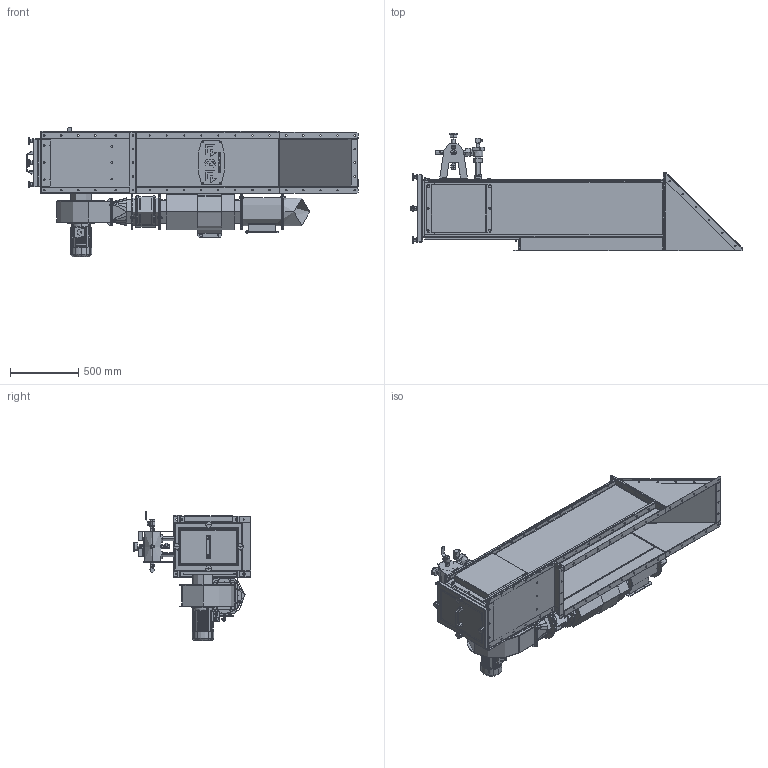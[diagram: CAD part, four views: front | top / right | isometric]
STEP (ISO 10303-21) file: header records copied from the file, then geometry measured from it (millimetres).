
FILE_DESCRIPTION (( 'STEP AP203' ), '1' );
FILE_NAME ('LJVE01.STEP', '2023-12-04T12:08:47', ( '' ), ( '' ), 'SwSTEP 2.0', 'SolidWorks 2022', '' );
FILE_SCHEMA (( 'CONFIG_CONTROL_DESIGN' ));
Length unit declared in the file: millimetre
Products named in the file (105): 1LE1001-0DB32-2FB4 - ELEKTROMOTOR 0,75 KW_Výchozí; BOLT JOINT - B+W-W+N_M10x25-X8-BW; PP-S248-02 - REDUCT_Výchozí; O-KROUŽEK - 34x4_Výchozí; BOLT - B_M6x20; AE1825R - VALVE BLOW NUT_Výchozí; PO-SJ32-02 - GRID_Výchozí; VR-N000-02 - SEAL DV300_Výchozí; RO-S067-01 - PART 1_Výchozí; PO-SH72-04 - REDUCT_Výchozí; BOLT JOINT - B+W-W+N_M10x25-X8-W; FL-S065-00 - SVAREK MŘÍŽKY_Výchozí; FS-D002-21 - CAP O THREAD_Výchozí; VR-S011-02 - BODY II_Výchozí; FL-D002-69 - BRACKET AOV_Výchozí; MATICE HVĚZDA M10 - MHVPP; NUT JOINT - N+SW+W_M6-W; RG-S186-00 - WLDM PRESSURE VESSEL 2V-120-S G5_Výchozí; FL-D004-90 - BUCKLE_Výchozí; PO-SJ31-00 - TZL TUBE DN200_Výchozí; FL-D001-15 -TUBE IN_Výchozí; PRGG-DNXXXX - FLANGE G&G_PRGG-DN200; FS-S456-00 - WLDM FRAME 4-1-S_Výchozí; PH-S078-00 - WLDM FLANGE FAN_Výchozí; PO-SH72-06 - COLLAR_Výchozí; RO-D000-36 - COVER_Výchozí; FS-D012-13 - SIDE PANEL 1250x420 S G3_Výchozí; 12100800012111 - FLEXIBLE SLEEVE DN200 H200 T1,5_Výchozí; VR-S011-06 - COLLAR II_Výchozí; FS-D012-11 - ROOF PV 4-15 G5_Výchozí; NUT JOINT - N+SW+W_M10-BW; FS-D006-82 - DOOR_Výchozí; BUCKLE 8mm D200 G3_Výchozí; PP-S247-03 - RING 250_Výchozí; FS-S456-08 - FRAME IV_Výchozí; WASHER JOINT - SW+W_M10-BW; VR-S012-01 - COVER_Výchozí; 00547004 - U-PIRELI SEAL 4-1-S_Výchozí; FL-D004-69 - TRAY V3-1; FL-M000-82 - ASSY FLANGE IN 4-12 G3_Výchozí ...
Assembly tree (160 placements, depth 6):
  LJVE01
    FL-4-1-12-V - ASSY LOCAL FILTER 23-11_Výchozí
      FS-M004-03 - ASSY FILTER BOX 4-1-12-V_Výchozí
        FS-D012-12 - SIDE PANEL 1250x420 S F G3_Výchozí
        FS-D012-13 - SIDE PANEL 1250x420 S G3_Výchozí
        FS-M007-42 - ASSY FRONT DOOR 4-1 S G5
          FS-S456-00 - WLDM FRAME 4-1-S_Výchozí
            FS-S456-08 - FRAME IV_Výchozí  x2
            FS-S456-04 - FRAME I_Výchozí  x2
            FS-S456-02 - HEM II_Výchozí  x2
            FS-S456-01 - HEM I_Výchozí  x2
            BOLT - B_M10x55  x4
          00547004 - U-PIRELI SEAL 4-1-S_Výchozí
          MATICE HVĚZDA M10 - MHVPP  x4
            K0148_210
            WASHER JOINT - SW+W_M10-BW
          FS-D006-82 - DOOR_Výchozí
          FS-N000-09 - MADLO_Výchozí
          BOLT - B_M6x20
          NUT JOINT - N+SW+W_M6-W
        FS-M005-58 - ASSY REGENERATION 2V-120-S G5_TLAKOVKA DOLE
          FS-D012-11 - ROOF PV 4-15 G5_Výchozí
          O-KROUŽEK - 34x4_Výchozí  x4
          FS-D002-21 - CAP O THREAD_Výchozí  x2
          RG-S186-00 - WLDM PRESSURE VESSEL 2V-120-S G5_Výchozí
            RG-S186-01 - PIPE_Výchozí
            RG-S100-02 - TUBE VALVE 33,7_Výchozí  x4
            RG-S135-03 - BRACKET_Výchozí  x2
            FITTING INNER THREAD G3 4'''' S235_Výchozí  x2
            FITTING INNER THREAD G1 2'''' S235_Výchozí  x3
          AE1825R - VALVE BLOW NUT_Výchozí  x2
          FL-D001-15 -TUBE IN_Výchozí  x2
          User Library-manometrM63-3 igs
          BMA-12 - KOHOUT KULOVÝ G1-2_Výchozí
          ZÁSLEPKA G1-2 - MOSAZ_Výchozí
          POJISTNÝ VENTIL G3-4 - MOSAZ_Výchozí
          KULOVÝ VENTIL G3-4_Výchozí
          KOLENO 3-4 F-M_Výchozí
          BOLT JOINT - B+W-W+N_M10x20-X4-W  x2
          BOLT JOINT - B+W-W+N_M10x25-X8-BW
          BOLT JOINT IMBUS - B+SW+W_M6x16-W
        BOLT JOINT - B+W-W+N_M10x20-X4-W  x3
        BOLT JOINT - B+W-W+N_M10x25-X6-W
      FL-D002-78 - FLANGE FAN_Výchozí
      FL-M000-82 - ASSY FLANGE IN 4-12 G3_Výchozí
        FL-D004-66 - FLANGE III_Výchozí
        FL-D004-65 - FLANGE II_Výchozí  x2
        BOLT JOINT - B+W-W+N_M10x20-X4-W
        FL-D004-67 - TRAY V1-1
        FL-D004-68 - TRAY V2-1
        FL-D004-69 - TRAY V3-1
      FL-D002-69 - BRACKET AOV_Výchozí
      BOLT JOINT - B+W-W+N_M8x25-X8-W  x4
      BOLT JOINT - B+W-W+N_M10x20-X4-W  x2
      PO-SJ32-00 - EXHAUST 200 GRID_Výchozí
        PO-SH74-01 - EXHAUST_Výchozí
        12110800000013 - DN200_Výchozí
        PO-SJ32-02 - GRID_Výchozí
      PO-SJ31-00 - TZL TUBE DN200_Výchozí
        PO-SJ31-01 - TUBE_Výchozí
Bounding box: 2433.5 x 861.5 x 951 mm (x, y, z)
Volume: 43134878.6 mm3
Topology: 164 solids, 171 shells, 5752 faces, 14243 edges, 9043 vertices
Faces by surface type: plane 3179, cylinder 2082, torus 196, bspline 194, cone 93, sphere 8
Full cylindrical faces by diameter (mm): 31 x2, 41 x2
Entity records: 149884 total; most frequent: CARTESIAN_POINT 32702, DIRECTION 21600, ORIENTED_EDGE 21374, EDGE_CURVE 10687, AXIS2_PLACEMENT_3D 7456, VERTEX_POINT 6813, VECTOR 6688, LINE 6688
